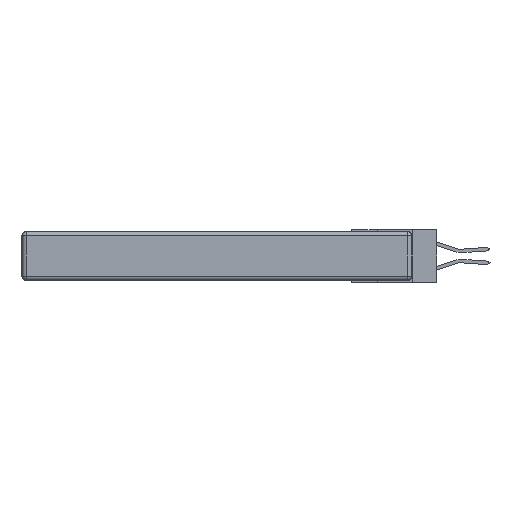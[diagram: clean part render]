
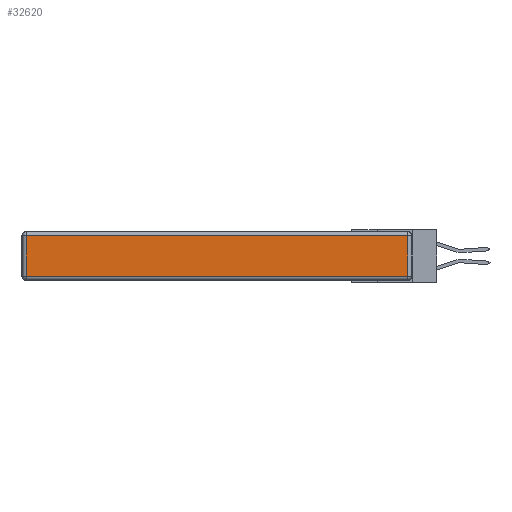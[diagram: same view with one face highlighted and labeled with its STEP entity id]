
A CAD part, left-side view. The second image highlights one B-rep face of the part: STEP entity #32620.
In plain terms, the highlighted planar face has unit normal (-1, 0, 0).
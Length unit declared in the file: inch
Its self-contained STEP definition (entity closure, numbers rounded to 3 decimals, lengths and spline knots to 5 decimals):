
#536 = DIRECTION ( 'NONE',  ( 0., 0., 1. ) ) ;
#1067 = VECTOR ( 'NONE', #2487, 39.37008 ) ;
#2487 = DIRECTION ( 'NONE',  ( 0., 0., 1. ) ) ;
#4234 = CARTESIAN_POINT ( 'NONE',  ( 0., 0.03, -0.313 ) ) ;
#4812 = EDGE_LOOP ( 'NONE', ( #11911, #8984, #34766, #11737 ) ) ;
#5383 = CARTESIAN_POINT ( 'NONE',  ( 0., 2.75, -0.03 ) ) ;
#8910 = CARTESIAN_POINT ( 'NONE',  ( 0., 2.72, -0.03 ) ) ;
#8984 = ORIENTED_EDGE ( 'NONE', *, *, #24817, .T. ) ;
#9133 = PLANE ( 'NONE',  #9508 ) ;
#9287 = CARTESIAN_POINT ( 'NONE',  ( 0., 2.72, -0.313 ) ) ;
#9508 = AXIS2_PLACEMENT_3D ( 'NONE', #17352, #14167, #536 ) ;
#10918 = VERTEX_POINT ( 'NONE', #4234 ) ;
#11612 = VECTOR ( 'NONE', #17780, 39.37008 ) ;
#11737 = ORIENTED_EDGE ( 'NONE', *, *, #21954, .T. ) ;
#11911 = ORIENTED_EDGE ( 'NONE', *, *, #34393, .T. ) ;
#13080 = VERTEX_POINT ( 'NONE', #25021 ) ;
#14167 = DIRECTION ( 'NONE',  ( -1., 0., 0. ) ) ;
#15078 = VECTOR ( 'NONE', #15432, 39.37008 ) ;
#15432 = DIRECTION ( 'NONE',  ( 0., -1., 0. ) ) ;
#17352 = CARTESIAN_POINT ( 'NONE',  ( 0., 0., -0.343 ) ) ;
#17780 = DIRECTION ( 'NONE',  ( 0., 0., -1. ) ) ;
#18238 = EDGE_CURVE ( 'NONE', #13080, #35892, #33435, .T. ) ;
#21954 = EDGE_CURVE ( 'NONE', #35892, #27409, #26520, .T. ) ;
#22541 = LINE ( 'NONE', #34978, #15078 ) ;
#24817 = EDGE_CURVE ( 'NONE', #10918, #13080, #33911, .T. ) ;
#25021 = CARTESIAN_POINT ( 'NONE',  ( 0., 0.03, -0.03 ) ) ;
#26042 = VECTOR ( 'NONE', #30568, 39.37008 ) ;
#26520 = LINE ( 'NONE', #27829, #11612 ) ;
#27409 = VERTEX_POINT ( 'NONE', #9287 ) ;
#27712 = CARTESIAN_POINT ( 'NONE',  ( 0., 0.03, -0.343 ) ) ;
#27829 = CARTESIAN_POINT ( 'NONE',  ( 0., 2.72, -0.343 ) ) ;
#30568 = DIRECTION ( 'NONE',  ( 0., 1., 0. ) ) ;
#32620 = ADVANCED_FACE ( 'NONE', ( #36118 ), #9133, .T. ) ;
#33435 = LINE ( 'NONE', #5383, #26042 ) ;
#33911 = LINE ( 'NONE', #27712, #1067 ) ;
#34393 = EDGE_CURVE ( 'NONE', #27409, #10918, #22541, .T. ) ;
#34766 = ORIENTED_EDGE ( 'NONE', *, *, #18238, .T. ) ;
#34978 = CARTESIAN_POINT ( 'NONE',  ( 0., 0., -0.313 ) ) ;
#35892 = VERTEX_POINT ( 'NONE', #8910 ) ;
#36118 = FACE_OUTER_BOUND ( 'NONE', #4812, .T. ) ;
